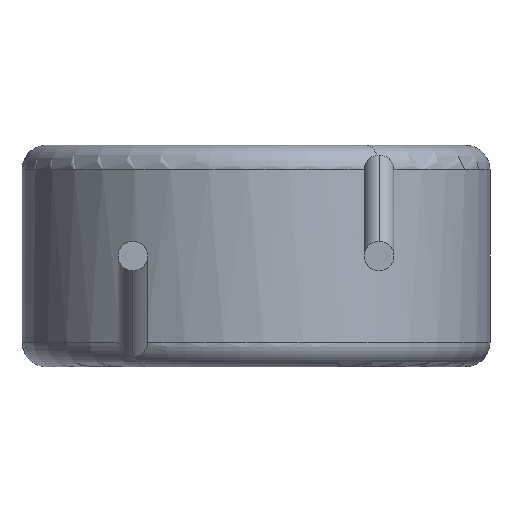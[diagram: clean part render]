
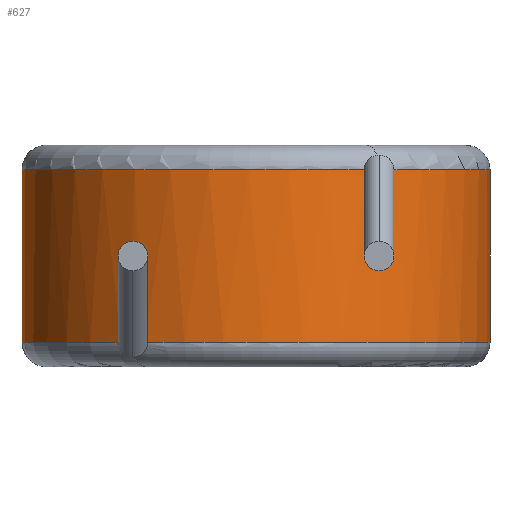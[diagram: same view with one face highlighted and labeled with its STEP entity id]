
A CAD part, front view. The second image highlights one B-rep face of the part: STEP entity #627.
In plain terms, the highlighted cylindrical face has radius 4.75 mm (diameter 9.5 mm), a partial arc.
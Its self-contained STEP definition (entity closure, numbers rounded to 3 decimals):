
#45=DIRECTION('',(0.,0.,1.));
#46=VECTOR('',#45,3.5);
#47=CARTESIAN_POINT('',(4.75,0.,-1.75));
#48=LINE('',#47,#46);
#78=CARTESIAN_POINT('',(0.,0.,1.75));
#79=DIRECTION('',(0.,0.,1.));
#80=DIRECTION('',(0.589,-0.808,0.));
#81=AXIS2_PLACEMENT_3D('',#78,#79,#80);
#83=CARTESIAN_POINT('',(0.,0.,-1.75));
#84=DIRECTION('',(0.,0.,-1.));
#85=DIRECTION('',(1.,0.,0.));
#86=AXIS2_PLACEMENT_3D('',#83,#84,#85);
#88=CARTESIAN_POINT('',(-2.2,-4.21,-1.75));
#89=CARTESIAN_POINT('',(-2.2,-4.21,-1.733));
#90=CARTESIAN_POINT('',(-2.203,-4.208,-1.7));
#91=CARTESIAN_POINT('',(-2.215,-4.202,-1.652));
#92=CARTESIAN_POINT('',(-2.235,-4.191,-1.605));
#93=CARTESIAN_POINT('',(-2.264,-4.176,-1.562));
#94=CARTESIAN_POINT('',(-2.3,-4.156,-1.524));
#95=CARTESIAN_POINT('',(-2.344,-4.131,-1.492));
#96=CARTESIAN_POINT('',(-2.394,-4.103,-1.468));
#97=CARTESIAN_POINT('',(-2.447,-4.072,-1.453));
#98=CARTESIAN_POINT('',(-2.482,-4.05,-1.45));
#99=CARTESIAN_POINT('',(-2.5,-4.039,-1.45));
#101=CARTESIAN_POINT('',(-2.5,-4.039,-1.45));
#102=CARTESIAN_POINT('',(-2.518,-4.027,-1.45));
#103=CARTESIAN_POINT('',(-2.555,-4.004,
-1.453));
#104=CARTESIAN_POINT('',(-2.61,-3.969,
-1.469));
#105=CARTESIAN_POINT('',(-2.661,-3.935,
-1.495));
#106=CARTESIAN_POINT('',(-2.705,-3.905,
-1.529));
#107=CARTESIAN_POINT('',(-2.74,-3.88,
-1.568));
#108=CARTESIAN_POINT('',(-2.767,-3.861,
-1.611));
#109=CARTESIAN_POINT('',(-2.786,-3.847,
-1.656));
#110=CARTESIAN_POINT('',(-2.798,-3.839,
-1.703));
#111=CARTESIAN_POINT('',(-2.8,-3.837,
-1.734));
#112=CARTESIAN_POINT('',(-2.8,-3.837,-1.75));
#114=CARTESIAN_POINT('',(0.,0.,-1.75));
#115=DIRECTION('',(0.,0.,-1.));
#116=DIRECTION('',(-0.589,-0.808,0.));
#117=AXIS2_PLACEMENT_3D('',#114,#115,#116);
#119=DIRECTION('',(0.,0.,1.));
#120=VECTOR('',#119,3.5);
#121=CARTESIAN_POINT('',(-4.75,0.,-1.75));
#122=LINE('',#121,#120);
#123=CARTESIAN_POINT('',(0.,0.,1.75));
#124=DIRECTION('',(0.,0.,1.));
#125=DIRECTION('',(-1.,0.,0.));
#126=AXIS2_PLACEMENT_3D('',#123,#124,#125);
#128=CARTESIAN_POINT('',(2.2,-4.21,1.75));
#129=CARTESIAN_POINT('',(2.2,-4.21,1.733));
#130=CARTESIAN_POINT('',(2.203,-4.208,1.7));
#131=CARTESIAN_POINT('',(2.215,-4.202,1.652));
#132=CARTESIAN_POINT('',(2.235,-4.191,1.605));
#133=CARTESIAN_POINT('',(2.264,-4.176,1.562));
#134=CARTESIAN_POINT('',(2.3,-4.156,1.524));
#135=CARTESIAN_POINT('',(2.344,-4.131,1.492));
#136=CARTESIAN_POINT('',(2.394,-4.103,1.468));
#137=CARTESIAN_POINT('',(2.447,-4.072,1.453));
#138=CARTESIAN_POINT('',(2.482,-4.05,1.45));
#139=CARTESIAN_POINT('',(2.5,-4.039,1.45));
#141=CARTESIAN_POINT('',(2.5,-4.039,1.45));
#142=CARTESIAN_POINT('',(2.518,-4.027,1.45));
#143=CARTESIAN_POINT('',(2.555,-4.004,1.453));
#144=CARTESIAN_POINT('',(2.61,-3.969,1.469));
#145=CARTESIAN_POINT('',(2.661,-3.935,1.495));
#146=CARTESIAN_POINT('',(2.705,-3.905,1.529));
#147=CARTESIAN_POINT('',(2.74,-3.88,1.568));
#148=CARTESIAN_POINT('',(2.767,-3.861,1.611));
#149=CARTESIAN_POINT('',(2.786,-3.847,1.656));
#150=CARTESIAN_POINT('',(2.798,-3.839,1.703));
#151=CARTESIAN_POINT('',(2.8,-3.837,1.734));
#152=CARTESIAN_POINT('',(2.8,-3.837,1.75));
#487=CARTESIAN_POINT('',(-2.5,-4.039,-1.45));
#488=VERTEX_POINT('',#487);
#505=CARTESIAN_POINT('',(2.5,-4.039,1.45));
#506=VERTEX_POINT('',#505);
#511=CARTESIAN_POINT('',(2.8,-3.837,1.75));
#512=CARTESIAN_POINT('',(4.75,0.,1.75));
#513=VERTEX_POINT('',#511);
#514=VERTEX_POINT('',#512);
#515=CARTESIAN_POINT('',(-4.75,0.,1.75));
#516=CARTESIAN_POINT('',(2.2,-4.21,1.75));
#517=VERTEX_POINT('',#515);
#518=VERTEX_POINT('',#516);
#523=CARTESIAN_POINT('',(-2.8,-3.837,-1.75));
#524=CARTESIAN_POINT('',(-4.75,0.,-1.75));
#525=VERTEX_POINT('',#523);
#526=VERTEX_POINT('',#524);
#527=CARTESIAN_POINT('',(4.75,0.,-1.75));
#528=CARTESIAN_POINT('',(-2.2,-4.21,-1.75));
#529=VERTEX_POINT('',#527);
#530=VERTEX_POINT('',#528);
#604=CARTESIAN_POINT('',(0.,0.,-2.25));
#605=DIRECTION('',(0.,0.,1.));
#606=DIRECTION('',(1.,0.,0.));
#607=AXIS2_PLACEMENT_3D('',#604,#605,#606);
#608=CYLINDRICAL_SURFACE('',#607,4.75);
#609=ORIENTED_EDGE('',*,*,#589,.T.);
#610=ORIENTED_EDGE('',*,*,#578,.F.);
#612=ORIENTED_EDGE('',*,*,#611,.T.);
#614=ORIENTED_EDGE('',*,*,#613,.T.);
#616=ORIENTED_EDGE('',*,*,#615,.T.);
#617=ORIENTED_EDGE('',*,*,#554,.T.);
#618=ORIENTED_EDGE('',*,*,#575,.T.);
#620=ORIENTED_EDGE('',*,*,#619,.T.);
#622=ORIENTED_EDGE('',*,*,#621,.T.);
#624=ORIENTED_EDGE('',*,*,#623,.T.);
#625=EDGE_LOOP('',(#609,#610,#612,#614,#616,#617,#618,#620,#622,#624));
#626=FACE_OUTER_BOUND('',#625,.F.);
#82=CIRCLE('',#81,4.75);
#87=CIRCLE('',#86,4.75);
#100=B_SPLINE_CURVE_WITH_KNOTS('',3,(#88,#89,#90,#91,#92,#93,#94,#95,#96,#97,
#98,#99),.UNSPECIFIED.,.F.,.F.,(4,1,1,1,1,1,1,1,1,4),(0.,0.111,
0.222,0.333,0.444,0.556,
0.667,0.778,0.889,1.),.UNSPECIFIED.);
#113=B_SPLINE_CURVE_WITH_KNOTS('',3,(#101,#102,#103,#104,#105,#106,#107,#108,
#109,#110,#111,#112),.UNSPECIFIED.,.F.,.F.,(4,1,1,1,1,1,1,1,1,4),(0.,
0.111,0.222,0.333,0.444,
0.556,0.667,0.778,0.889,1.),
.UNSPECIFIED.);
#118=CIRCLE('',#117,4.75);
#127=CIRCLE('',#126,4.75);
#140=B_SPLINE_CURVE_WITH_KNOTS('',3,(#128,#129,#130,#131,#132,#133,#134,#135,
#136,#137,#138,#139),.UNSPECIFIED.,.F.,.F.,(4,1,1,1,1,1,1,1,1,4),(0.,
0.111,0.222,0.333,0.444,
0.556,0.667,0.778,0.889,1.),
.UNSPECIFIED.);
#153=B_SPLINE_CURVE_WITH_KNOTS('',3,(#141,#142,#143,#144,#145,#146,#147,#148,
#149,#150,#151,#152),.UNSPECIFIED.,.F.,.F.,(4,1,1,1,1,1,1,1,1,4),(0.,
0.111,0.222,0.333,0.444,
0.556,0.667,0.778,0.889,1.),
.UNSPECIFIED.);
#554=EDGE_CURVE('',#525,#526,#118,.T.);
#575=EDGE_CURVE('',#526,#517,#122,.T.);
#578=EDGE_CURVE('',#529,#514,#48,.T.);
#589=EDGE_CURVE('',#513,#514,#82,.T.);
#611=EDGE_CURVE('',#529,#530,#87,.T.);
#613=EDGE_CURVE('',#530,#488,#100,.T.);
#615=EDGE_CURVE('',#488,#525,#113,.T.);
#619=EDGE_CURVE('',#517,#518,#127,.T.);
#621=EDGE_CURVE('',#518,#506,#140,.T.);
#623=EDGE_CURVE('',#506,#513,#153,.T.);
#627=ADVANCED_FACE('',(#626),#608,.T.);
